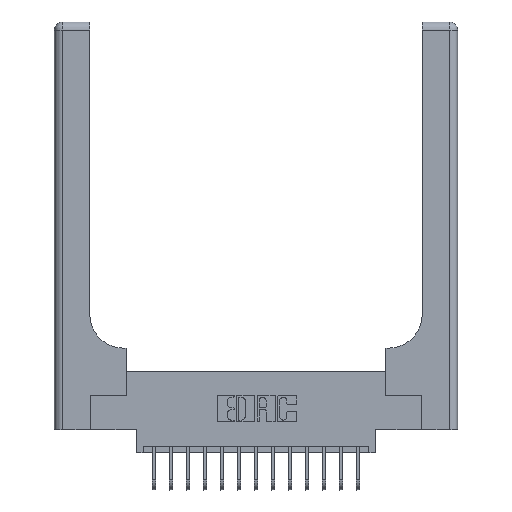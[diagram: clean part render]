
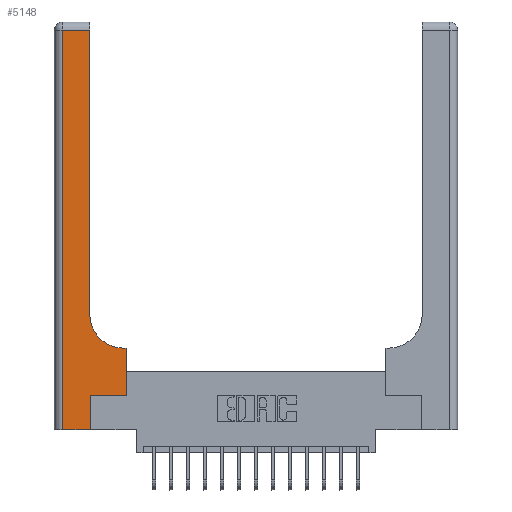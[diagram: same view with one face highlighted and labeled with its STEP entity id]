
A CAD part, top view. The second image highlights one B-rep face of the part: STEP entity #5148.
In plain terms, the highlighted planar face has unit normal (0, 0, 1).
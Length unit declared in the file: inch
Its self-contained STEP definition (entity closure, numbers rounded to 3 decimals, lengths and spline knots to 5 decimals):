
#671 = CARTESIAN_POINT ( 'NONE',  ( 0.265, 0., 0.37 ) ) ;
#1213 = ORIENTED_EDGE ( 'NONE', *, *, #5507, .T. ) ;
#1471 = PLANE ( 'NONE',  #17080 ) ;
#1485 = CARTESIAN_POINT ( 'NONE',  ( 0.528, 0.25, 0.37 ) ) ;
#2468 = CARTESIAN_POINT ( 'NONE',  ( 0.26, 0.6, 0.37 ) ) ;
#2695 = VERTEX_POINT ( 'NONE', #17158 ) ;
#2712 = CARTESIAN_POINT ( 'NONE',  ( 0.265, 0.25, 0.37 ) ) ;
#2865 = DIRECTION ( 'NONE',  ( 0., 1., 0. ) ) ;
#3008 = VECTOR ( 'NONE', #10929, 39.37008 ) ;
#3569 = FACE_OUTER_BOUND ( 'NONE', #11799, .T. ) ;
#3594 = CARTESIAN_POINT ( 'NONE',  ( 0.26, 2.94, 0.37 ) ) ;
#3667 = VERTEX_POINT ( 'NONE', #15575 ) ;
#3851 = DIRECTION ( 'NONE',  ( -1., 0., 0. ) ) ;
#3998 = CARTESIAN_POINT ( 'NONE',  ( 0.26, 0.85, 0.37 ) ) ;
#4240 = DIRECTION ( 'NONE',  ( -1., 0., 0. ) ) ;
#4319 = VERTEX_POINT ( 'NONE', #3594 ) ;
#4547 = CARTESIAN_POINT ( 'NONE',  ( 0.51, 0.6, 0.37 ) ) ;
#4640 = CARTESIAN_POINT ( 'NONE',  ( 0., 2.94, 0.37 ) ) ;
#4739 = VERTEX_POINT ( 'NONE', #4547 ) ;
#4751 = VECTOR ( 'NONE', #13968, 39.37008 ) ;
#5148 = ADVANCED_FACE ( 'NONE', ( #3569 ), #1471, .F. ) ;
#5507 = EDGE_CURVE ( 'NONE', #2695, #3667, #11941, .T. ) ;
#5690 = LINE ( 'NONE', #10049, #15942 ) ;
#5786 = LINE ( 'NONE', #6615, #12507 ) ;
#6088 = ORIENTED_EDGE ( 'NONE', *, *, #12901, .T. ) ;
#6178 = CIRCLE ( 'NONE', #6871, 0.25 ) ;
#6448 = LINE ( 'NONE', #17185, #9168 ) ;
#6615 = CARTESIAN_POINT ( 'NONE',  ( 0., 0., 0.37 ) ) ;
#6871 = AXIS2_PLACEMENT_3D ( 'NONE', #6920, #16256, #8252 ) ;
#6887 = CARTESIAN_POINT ( 'NONE',  ( 0.528, 0.25, 0.37 ) ) ;
#6920 = CARTESIAN_POINT ( 'NONE',  ( 0.51, 0.85, 0.37 ) ) ;
#7188 = LINE ( 'NONE', #1485, #13869 ) ;
#7544 = ORIENTED_EDGE ( 'NONE', *, *, #14551, .T. ) ;
#7910 = DIRECTION ( 'NONE',  ( 0., 1., 0. ) ) ;
#7958 = VERTEX_POINT ( 'NONE', #6887 ) ;
#8252 = DIRECTION ( 'NONE',  ( 1., 0., 0. ) ) ;
#8815 = ORIENTED_EDGE ( 'NONE', *, *, #10099, .T. ) ;
#8941 = CARTESIAN_POINT ( 'NONE',  ( 0.06, 3., 0.37 ) ) ;
#9067 = VERTEX_POINT ( 'NONE', #2712 ) ;
#9107 = LINE ( 'NONE', #2468, #15791 ) ;
#9168 = VECTOR ( 'NONE', #7910, 39.37008 ) ;
#9229 = ORIENTED_EDGE ( 'NONE', *, *, #12240, .T. ) ;
#9538 = CARTESIAN_POINT ( 'NONE',  ( 0., 3., 0.37 ) ) ;
#9582 = CARTESIAN_POINT ( 'NONE',  ( 0.265, 0., 0.37 ) ) ;
#10049 = CARTESIAN_POINT ( 'NONE',  ( 0.265, 0.25, 0.37 ) ) ;
#10074 = ORIENTED_EDGE ( 'NONE', *, *, #12029, .T. ) ;
#10099 = EDGE_CURVE ( 'NONE', #3667, #13750, #5786, .T. ) ;
#10276 = DIRECTION ( 'NONE',  ( 0., -1., 0. ) ) ;
#10929 = DIRECTION ( 'NONE',  ( 0., 1., 0. ) ) ;
#11023 = LINE ( 'NONE', #4640, #4751 ) ;
#11518 = VECTOR ( 'NONE', #10276, 39.37008 ) ;
#11538 = ORIENTED_EDGE ( 'NONE', *, *, #16268, .T. ) ;
#11799 = EDGE_LOOP ( 'NONE', ( #7544, #11538, #1213, #8815, #9229, #16344, #6088, #10074, #13628 ) ) ;
#11846 = EDGE_CURVE ( 'NONE', #4739, #15985, #6178, .T. ) ;
#11941 = LINE ( 'NONE', #8941, #11518 ) ;
#12029 = EDGE_CURVE ( 'NONE', #15379, #4739, #9107, .T. ) ;
#12239 = DIRECTION ( 'NONE',  ( 0., 0., -1. ) ) ;
#12240 = EDGE_CURVE ( 'NONE', #13750, #9067, #16799, .T. ) ;
#12507 = VECTOR ( 'NONE', #14663, 39.37008 ) ;
#12685 = DIRECTION ( 'NONE',  ( 1., 0., 0. ) ) ;
#12901 = EDGE_CURVE ( 'NONE', #7958, #15379, #7188, .T. ) ;
#13628 = ORIENTED_EDGE ( 'NONE', *, *, #11846, .T. ) ;
#13705 = EDGE_CURVE ( 'NONE', #9067, #7958, #5690, .T. ) ;
#13750 = VERTEX_POINT ( 'NONE', #671 ) ;
#13869 = VECTOR ( 'NONE', #2865, 39.37008 ) ;
#13968 = DIRECTION ( 'NONE',  ( -1., 0., 0. ) ) ;
#14551 = EDGE_CURVE ( 'NONE', #15985, #4319, #6448, .T. ) ;
#14638 = CARTESIAN_POINT ( 'NONE',  ( 0.528, 0.6, 0.37 ) ) ;
#14663 = DIRECTION ( 'NONE',  ( 1., 0., 0. ) ) ;
#15379 = VERTEX_POINT ( 'NONE', #14638 ) ;
#15575 = CARTESIAN_POINT ( 'NONE',  ( 0.06, 0., 0.37 ) ) ;
#15791 = VECTOR ( 'NONE', #3851, 39.37008 ) ;
#15942 = VECTOR ( 'NONE', #12685, 39.37008 ) ;
#15985 = VERTEX_POINT ( 'NONE', #3998 ) ;
#16256 = DIRECTION ( 'NONE',  ( 0., 0., -1. ) ) ;
#16268 = EDGE_CURVE ( 'NONE', #4319, #2695, #11023, .T. ) ;
#16344 = ORIENTED_EDGE ( 'NONE', *, *, #13705, .T. ) ;
#16799 = LINE ( 'NONE', #9582, #3008 ) ;
#17080 = AXIS2_PLACEMENT_3D ( 'NONE', #9538, #12239, #4240 ) ;
#17158 = CARTESIAN_POINT ( 'NONE',  ( 0.06, 2.94, 0.37 ) ) ;
#17185 = CARTESIAN_POINT ( 'NONE',  ( 0.26, 3., 0.37 ) ) ;
